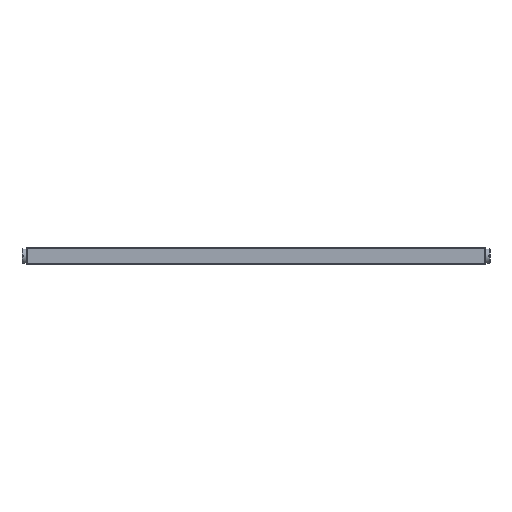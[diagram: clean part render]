
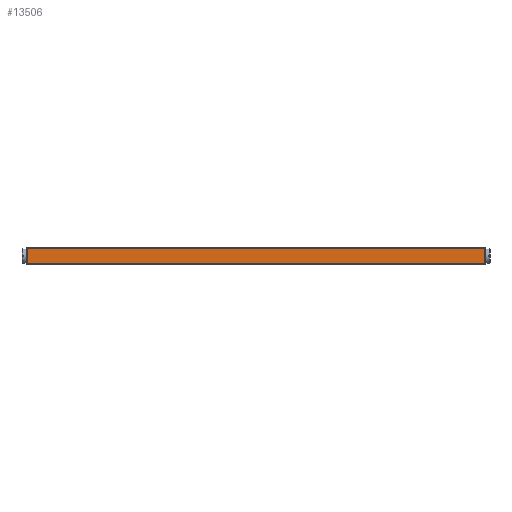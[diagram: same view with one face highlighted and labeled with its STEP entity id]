
A CAD part, front view. The second image highlights one B-rep face of the part: STEP entity #13506.
In plain terms, the highlighted planar face has unit normal (0, -1, 0).
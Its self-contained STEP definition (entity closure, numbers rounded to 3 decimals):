
#10295=FACE_OUTER_BOUND('',#23374,.T.);
#13506=ADVANCED_FACE('',(#10295),#17142,.T.);
#17142=PLANE('',#72265);
#23374=EDGE_LOOP('',(#27931,#27932,#27933,#27934));
#27931=ORIENTED_EDGE('',*,*,#51723,.T.);
#27932=ORIENTED_EDGE('',*,*,#51724,.T.);
#27933=ORIENTED_EDGE('',*,*,#51725,.T.);
#27934=ORIENTED_EDGE('',*,*,#51726,.T.);
#45771=VERTEX_POINT('',#95401);
#45772=VERTEX_POINT('',#95402);
#45773=VERTEX_POINT('',#95404);
#45774=VERTEX_POINT('',#95406);
#51723=EDGE_CURVE('',#45771,#45772,#60553,.T.);
#51724=EDGE_CURVE('',#45772,#45773,#60554,.T.);
#51725=EDGE_CURVE('',#45773,#45774,#60555,.T.);
#51726=EDGE_CURVE('',#45774,#45771,#60556,.T.);
#60553=LINE('',#95400,#66489);
#60554=LINE('',#95403,#66490);
#60555=LINE('',#95405,#66491);
#60556=LINE('',#95407,#66492);
#66489=VECTOR('',#77932,1.);
#66490=VECTOR('',#77933,1.);
#66491=VECTOR('',#77934,1.);
#66492=VECTOR('',#77935,1.);
#72265=AXIS2_PLACEMENT_3D('',#95408,#77936,#77937);
#77932=DIRECTION('',(-1.,0.,0.));
#77933=DIRECTION('',(0.,0.,-1.));
#77934=DIRECTION('',(1.,0.,0.));
#77935=DIRECTION('',(0.,0.,1.));
#77936=DIRECTION('',(0.,-1.,0.));
#77937=DIRECTION('',(0.,0.,1.));
#95400=CARTESIAN_POINT('',(0.,-40.,14.25));
#95401=CARTESIAN_POINT('',(199.275,-40.,14.25));
#95402=CARTESIAN_POINT('',(-199.275,-40.,14.25));
#95403=CARTESIAN_POINT('',(-199.275,-40.,0.));
#95404=CARTESIAN_POINT('',(-199.275,-40.,0.75));
#95405=CARTESIAN_POINT('',(0.,-40.,0.75));
#95406=CARTESIAN_POINT('',(199.275,-40.,0.75));
#95407=CARTESIAN_POINT('',(199.275,-40.,0.));
#95408=CARTESIAN_POINT('',(0.,-40.,0.));
